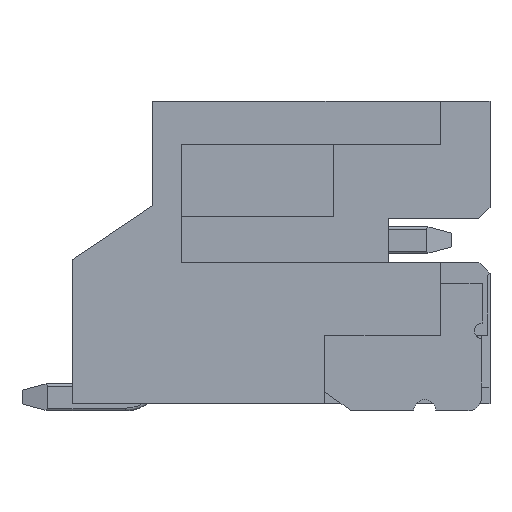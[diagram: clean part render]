
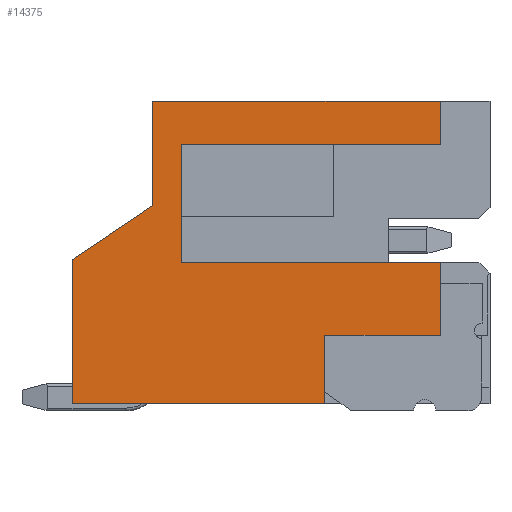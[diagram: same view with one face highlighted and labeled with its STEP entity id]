
A CAD part, left-side view. The second image highlights one B-rep face of the part: STEP entity #14375.
In plain terms, the highlighted planar face has unit normal (-1, 0, 0).
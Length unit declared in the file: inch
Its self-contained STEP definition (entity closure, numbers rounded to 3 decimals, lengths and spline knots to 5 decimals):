
#191 = CARTESIAN_POINT ( 'NONE',  ( -0.27559, 0.12815, 0.22146 ) ) ;
#638 = VECTOR ( 'NONE', #18866, 39.37008 ) ;
#860 = ORIENTED_EDGE ( 'NONE', *, *, #16480, .T. ) ;
#1004 = VECTOR ( 'NONE', #17172, 39.37008 ) ;
#1394 = DIRECTION ( 'NONE',  ( 0., -1., 0. ) ) ;
#1626 = CARTESIAN_POINT ( 'NONE',  ( -0.27559, -0.13516, 0.1063 ) ) ;
#1790 = CARTESIAN_POINT ( 'NONE',  ( -0.27559, 0.07067, 0.14679 ) ) ;
#1842 = EDGE_CURVE ( 'NONE', #5337, #9942, #2782, .T. ) ;
#1993 = CARTESIAN_POINT ( 'NONE',  ( -0.27559, -0.05256, 0.00492 ) ) ;
#2521 = VECTOR ( 'NONE', #15270, 39.37008 ) ;
#2782 = LINE ( 'NONE', #9083, #5889 ) ;
#3085 = DIRECTION ( 'NONE',  ( 0., -1., 0. ) ) ;
#3414 = ORIENTED_EDGE ( 'NONE', *, *, #6099, .F. ) ;
#3888 = EDGE_CURVE ( 'NONE', #4661, #16510, #9793, .T. ) ;
#3925 = ORIENTED_EDGE ( 'NONE', *, *, #8382, .T. ) ;
#4018 = CARTESIAN_POINT ( 'NONE',  ( -0.27559, 0.12815, 0.22146 ) ) ;
#4231 = VECTOR ( 'NONE', #12974, 39.37008 ) ;
#4417 = ORIENTED_EDGE ( 'NONE', *, *, #13413, .F. ) ;
#4661 = VERTEX_POINT ( 'NONE', #18862 ) ;
#4781 = VECTOR ( 'NONE', #3085, 39.37008 ) ;
#5010 = ORIENTED_EDGE ( 'NONE', *, *, #9666, .T. ) ;
#5048 = CARTESIAN_POINT ( 'NONE',  ( -0.27559, 0.12815, 0.00492 ) ) ;
#5337 = VERTEX_POINT ( 'NONE', #16812 ) ;
#5561 = VERTEX_POINT ( 'NONE', #10202 ) ;
#5823 = ORIENTED_EDGE ( 'NONE', *, *, #10725, .T. ) ;
#5889 = VECTOR ( 'NONE', #18167, 39.37008 ) ;
#6080 = LINE ( 'NONE', #1790, #2521 ) ;
#6099 = EDGE_CURVE ( 'NONE', #6249, #18210, #6080, .T. ) ;
#6249 = VERTEX_POINT ( 'NONE', #11280 ) ;
#6255 = EDGE_CURVE ( 'NONE', #7102, #11895, #8170, .T. ) ;
#6548 = VERTEX_POINT ( 'NONE', #7826 ) ;
#6741 = DIRECTION ( 'NONE',  ( 0., -1., 0. ) ) ;
#6995 = EDGE_LOOP ( 'NONE', ( #19138, #17754, #5823, #860, #19005, #10292, #3414, #4417, #14209, #5010, #8817, #3925 ) ) ;
#7016 = VECTOR ( 'NONE', #11377, 39.37008 ) ;
#7102 = VERTEX_POINT ( 'NONE', #17890 ) ;
#7826 = CARTESIAN_POINT ( 'NONE',  ( -0.27559, -0.13516, 0.05413 ) ) ;
#8158 = LINE ( 'NONE', #5048, #16293 ) ;
#8170 = LINE ( 'NONE', #1993, #638 ) ;
#8382 = EDGE_CURVE ( 'NONE', #7102, #6548, #15359, .T. ) ;
#8817 = ORIENTED_EDGE ( 'NONE', *, *, #6255, .F. ) ;
#8959 = VECTOR ( 'NONE', #6741, 39.37008 ) ;
#9083 = CARTESIAN_POINT ( 'NONE',  ( -0.27559, -0.13516, 0.22146 ) ) ;
#9526 = CARTESIAN_POINT ( 'NONE',  ( -0.27559, -0.13516, 0.22146 ) ) ;
#9531 = LINE ( 'NONE', #15924, #8959 ) ;
#9666 = EDGE_CURVE ( 'NONE', #5561, #11895, #8158, .T. ) ;
#9731 = CARTESIAN_POINT ( 'NONE',  ( -0.27559, 0.05018, 0.1063 ) ) ;
#9793 = LINE ( 'NONE', #19187, #17631 ) ;
#9942 = VERTEX_POINT ( 'NONE', #9526 ) ;
#10108 = DIRECTION ( 'NONE',  ( 1., 0., 0. ) ) ;
#10202 = CARTESIAN_POINT ( 'NONE',  ( -0.27559, 0.12815, 0.00492 ) ) ;
#10292 = ORIENTED_EDGE ( 'NONE', *, *, #15963, .F. ) ;
#10619 = VECTOR ( 'NONE', #18692, 39.37008 ) ;
#10725 = EDGE_CURVE ( 'NONE', #16510, #18396, #18487, .T. ) ;
#10893 = CARTESIAN_POINT ( 'NONE',  ( -0.27559, 0.05018, 0.19052 ) ) ;
#11176 = LINE ( 'NONE', #12883, #7016 ) ;
#11280 = CARTESIAN_POINT ( 'NONE',  ( -0.27559, 0.07067, 0.14679 ) ) ;
#11377 = DIRECTION ( 'NONE',  ( 0., -0.829, 0.559 ) ) ;
#11627 = PLANE ( 'NONE',  #12145 ) ;
#11895 = VERTEX_POINT ( 'NONE', #15398 ) ;
#12145 = AXIS2_PLACEMENT_3D ( 'NONE', #4018, #10108, #19602 ) ;
#12576 = LINE ( 'NONE', #15677, #4231 ) ;
#12883 = CARTESIAN_POINT ( 'NONE',  ( -0.27559, 0.12815, 0.10809 ) ) ;
#12974 = DIRECTION ( 'NONE',  ( 0., 0., -1. ) ) ;
#13413 = EDGE_CURVE ( 'NONE', #19624, #6249, #11176, .T. ) ;
#13857 = CARTESIAN_POINT ( 'NONE',  ( -0.27559, -0.05256, 0.05413 ) ) ;
#14176 = CARTESIAN_POINT ( 'NONE',  ( -0.27559, 0.07067, 0.22146 ) ) ;
#14209 = ORIENTED_EDGE ( 'NONE', *, *, #19767, .T. ) ;
#14242 = DIRECTION ( 'NONE',  ( 0., -1., 0. ) ) ;
#14375 = ADVANCED_FACE ( 'NONE', ( #19210 ), #11627, .F. ) ;
#14687 = DIRECTION ( 'NONE',  ( 0., 1., 0. ) ) ;
#15173 = LINE ( 'NONE', #191, #4781 ) ;
#15270 = DIRECTION ( 'NONE',  ( 0., 0., 1. ) ) ;
#15298 = LINE ( 'NONE', #1626, #10619 ) ;
#15359 = LINE ( 'NONE', #13857, #17206 ) ;
#15398 = CARTESIAN_POINT ( 'NONE',  ( -0.27559, -0.05256, 0.00492 ) ) ;
#15677 = CARTESIAN_POINT ( 'NONE',  ( -0.27559, 0.12815, 0.22146 ) ) ;
#15924 = CARTESIAN_POINT ( 'NONE',  ( -0.27559, -0.13516, 0.19052 ) ) ;
#15963 = EDGE_CURVE ( 'NONE', #18210, #9942, #15173, .T. ) ;
#16274 = CARTESIAN_POINT ( 'NONE',  ( -0.27559, 0.05018, 0.19052 ) ) ;
#16293 = VECTOR ( 'NONE', #14242, 39.37008 ) ;
#16480 = EDGE_CURVE ( 'NONE', #18396, #5337, #9531, .T. ) ;
#16510 = VERTEX_POINT ( 'NONE', #9731 ) ;
#16812 = CARTESIAN_POINT ( 'NONE',  ( -0.27559, -0.13516, 0.19052 ) ) ;
#16873 = CARTESIAN_POINT ( 'NONE',  ( -0.27559, 0.12815, 0.10809 ) ) ;
#17172 = DIRECTION ( 'NONE',  ( 0., 0., 1. ) ) ;
#17206 = VECTOR ( 'NONE', #1394, 39.37008 ) ;
#17631 = VECTOR ( 'NONE', #14687, 39.37008 ) ;
#17754 = ORIENTED_EDGE ( 'NONE', *, *, #3888, .T. ) ;
#17890 = CARTESIAN_POINT ( 'NONE',  ( -0.27559, -0.05256, 0.05413 ) ) ;
#18167 = DIRECTION ( 'NONE',  ( 0., 0., 1. ) ) ;
#18210 = VERTEX_POINT ( 'NONE', #14176 ) ;
#18396 = VERTEX_POINT ( 'NONE', #16274 ) ;
#18487 = LINE ( 'NONE', #10893, #1004 ) ;
#18692 = DIRECTION ( 'NONE',  ( 0., 0., 1. ) ) ;
#18862 = CARTESIAN_POINT ( 'NONE',  ( -0.27559, -0.13516, 0.1063 ) ) ;
#18866 = DIRECTION ( 'NONE',  ( 0., 0., -1. ) ) ;
#19005 = ORIENTED_EDGE ( 'NONE', *, *, #1842, .T. ) ;
#19138 = ORIENTED_EDGE ( 'NONE', *, *, #19140, .T. ) ;
#19140 = EDGE_CURVE ( 'NONE', #6548, #4661, #15298, .T. ) ;
#19187 = CARTESIAN_POINT ( 'NONE',  ( -0.27559, -0.09783, 0.1063 ) ) ;
#19210 = FACE_OUTER_BOUND ( 'NONE', #6995, .T. ) ;
#19602 = DIRECTION ( 'NONE',  ( 0., 1., 0. ) ) ;
#19624 = VERTEX_POINT ( 'NONE', #16873 ) ;
#19767 = EDGE_CURVE ( 'NONE', #19624, #5561, #12576, .T. ) ;
